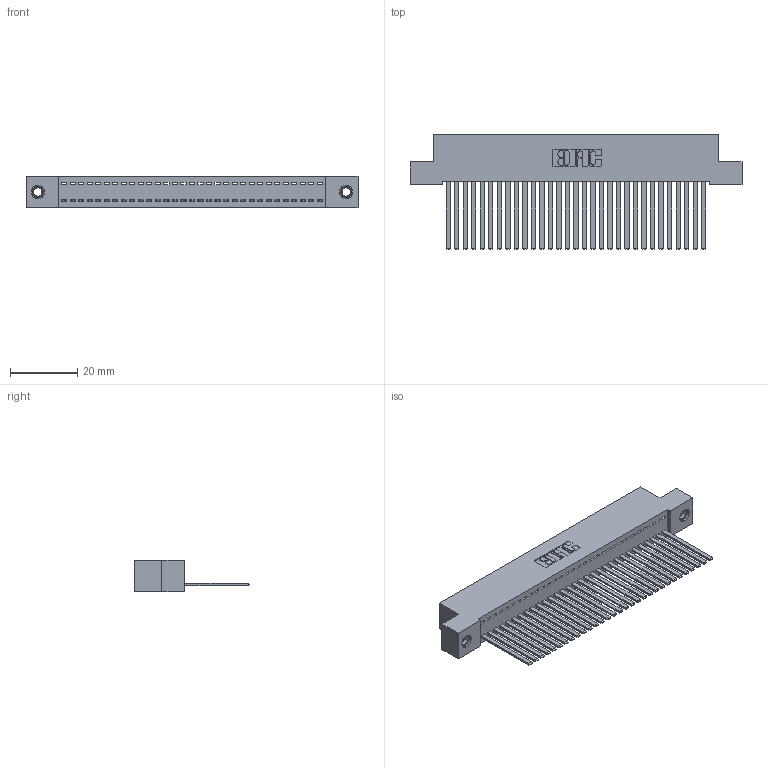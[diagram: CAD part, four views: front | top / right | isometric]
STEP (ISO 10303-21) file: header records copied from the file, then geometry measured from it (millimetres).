
FILE_DESCRIPTION (( 'STEP AP203' ), '1' );
FILE_NAME ('342-031-544-107.STEP', '2018-08-11T16:22:19', ( '' ), ( '' ), 'SwSTEP 2.0', 'SolidWorks 2016', '' );
FILE_SCHEMA (( 'CONFIG_CONTROL_DESIGN' ));
Length unit declared in the file: inch
Products named in the file (4): 342 Part_TI; 345-292-001_345-293-144; 345-250-001_345-250-005-103; 342-031-544-107
Assembly tree (34 placements, depth 2):
  342-031-544-107
    342 Part_TI
    345-292-001_345-293-144  x31
    345-250-001_345-250-005-103  x2
Bounding box: 99.06 x 34.3 x 9.4 mm (x, y, z)
Volume: 8991.4 mm3; surface area: 14052.1 mm2
Topology: 34 solids, 34 shells, 1782 faces, 5333 edges, 3506 vertices
Faces by surface type: plane 1276, cylinder 490, cone 12, torus 4
Entity records: 21244 total; most frequent: CARTESIAN_POINT 3646, ORIENTED_EDGE 3606, DIRECTION 3127, EDGE_CURVE 1803, VECTOR 1659, LINE 1659, VERTEX_POINT 1196, AXIS2_PLACEMENT_3D 734
